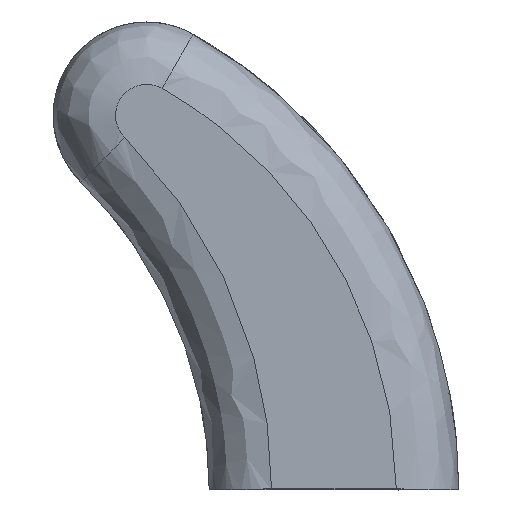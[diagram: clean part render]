
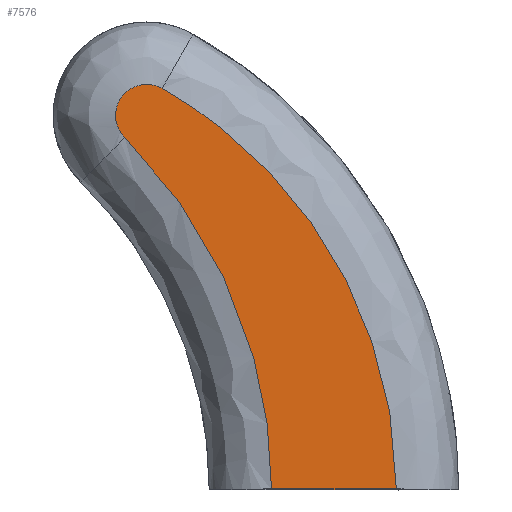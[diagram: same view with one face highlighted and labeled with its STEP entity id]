
A CAD part, left-side view. The second image highlights one B-rep face of the part: STEP entity #7576.
In plain terms, the highlighted free-form (B-spline) face has degree [1, 1] with [2, 2] control points.
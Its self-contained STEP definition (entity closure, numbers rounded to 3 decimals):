
#7376=CARTESIAN_POINT('',(-25.0,37.539,54.352));
#7377=VERTEX_POINT('',#7376);
#7393=CARTESIAN_POINT('',(-25.0,43.521,46.45));
#7394=VERTEX_POINT('',#7393);
#7408=CARTESIAN_POINT('',(-25.0,37.539,54.352));
#7409=CARTESIAN_POINT('',(-25.,37.962,54.592));
#7410=CARTESIAN_POINT('',(-25.,38.845,54.933));
#7411=CARTESIAN_POINT('',(-25.,40.087,55.042));
#7412=CARTESIAN_POINT('',(-25.,41.353,54.868));
#7413=CARTESIAN_POINT('',(-25.,42.794,54.287));
#7414=CARTESIAN_POINT('',(-25.,44.133,53.028));
#7415=CARTESIAN_POINT('',(-25.,44.852,51.478));
#7416=CARTESIAN_POINT('',(-25.,45.061,50.021));
#7417=CARTESIAN_POINT('',(-25.,44.898,48.745));
#7418=CARTESIAN_POINT('',(-25.,44.388,47.489));
#7419=CARTESIAN_POINT('',(-25.,43.866,46.792));
#7420=CARTESIAN_POINT('',(-25.0,43.521,46.45));
#7421=B_SPLINE_CURVE_WITH_KNOTS('',3,(#7408,#7409,#7410,#7411,#7412,#7413,#7414,#7415,#7416,#7417,#7418,#7419,#7420),.UNSPECIFIED.,.F.,.U.,(4,1,1,1,1,1,1,1,1,1,4),(0.,1.46,2.808,3.706,5.279,7.412,9.097,10.332,11.792,12.916,14.375),.UNSPECIFIED.);
#7422=EDGE_CURVE('',#7377,#7394,#7421,.T.);
#7444=CARTESIAN_POINT('',(-25.0,20.0,-10.));
#7445=VERTEX_POINT('',#7444);
#7459=CARTESIAN_POINT('',(-25.0,43.521,46.45));
#7460=CARTESIAN_POINT('',(-25.,20.,23.125));
#7461=CARTESIAN_POINT('',(-25.0,20.0,-10.));
#7469=(BOUNDED_CURVE()B_SPLINE_CURVE(2,(#7459,#7460,#7461),.UNSPECIFIED.,.F.,.U.)CURVE()GEOMETRIC_REPRESENTATION_ITEM()QUASI_UNIFORM_CURVE()RATIONAL_B_SPLINE_CURVE((1.0,0.923,1.0))REPRESENTATION_ITEM(''));
#7470=EDGE_CURVE('',#7394,#7445,#7469,.T.);
#7498=CARTESIAN_POINT('',(-25.0,0.,-10.));
#7499=VERTEX_POINT('',#7498);
#7529=CARTESIAN_POINT('',(-25.0,0.0,-10.));
#7530=CARTESIAN_POINT('',(-25.,0.0,33.125));
#7531=CARTESIAN_POINT('',(-25.0,37.539,54.352));
#7539=(BOUNDED_CURVE()B_SPLINE_CURVE(2,(#7529,#7530,#7531),.UNSPECIFIED.,.F.,.U.)CURVE()GEOMETRIC_REPRESENTATION_ITEM()QUASI_UNIFORM_CURVE()RATIONAL_B_SPLINE_CURVE((1.0,0.864,1.0))REPRESENTATION_ITEM(''));
#7540=EDGE_CURVE('',#7499,#7377,#7539,.T.);
#7561=CARTESIAN_POINT('',(-25.0,47.246,58.243));
#7562=CARTESIAN_POINT('',(-25.0,-2.248,58.243));
#7563=CARTESIAN_POINT('',(-25.0,47.246,-13.247));
#7564=CARTESIAN_POINT('',(-25.0,-2.248,-13.247));
#7565=B_SPLINE_SURFACE_WITH_KNOTS('',1,1,((#7561,#7563),(#7562,#7564)),.UNSPECIFIED.,.F.,.F.,.U.,(2,2),(2,2),(0.0,49.494),(0.0,71.49),.UNSPECIFIED.);
#7566=ORIENTED_EDGE('',*,*,#7422,.T.);
#7567=ORIENTED_EDGE('',*,*,#7470,.T.);
#7568=CARTESIAN_POINT('',(-25.0,20.0,-10.));
#7569=CARTESIAN_POINT('',(-25.0,0.,-10.));
#7570=QUASI_UNIFORM_CURVE('',1,(#7568,#7569),.UNSPECIFIED.,.F.,.U.);
#7571=EDGE_CURVE('',#7445,#7499,#7570,.T.);
#7572=ORIENTED_EDGE('',*,*,#7571,.T.);
#7573=ORIENTED_EDGE('',*,*,#7540,.T.);
#7574=EDGE_LOOP('',(#7566,#7567,#7572,#7573));
#7575=FACE_OUTER_BOUND('',#7574,.T.);
#7576=ADVANCED_FACE('',(#7575),#7565,.F.);
